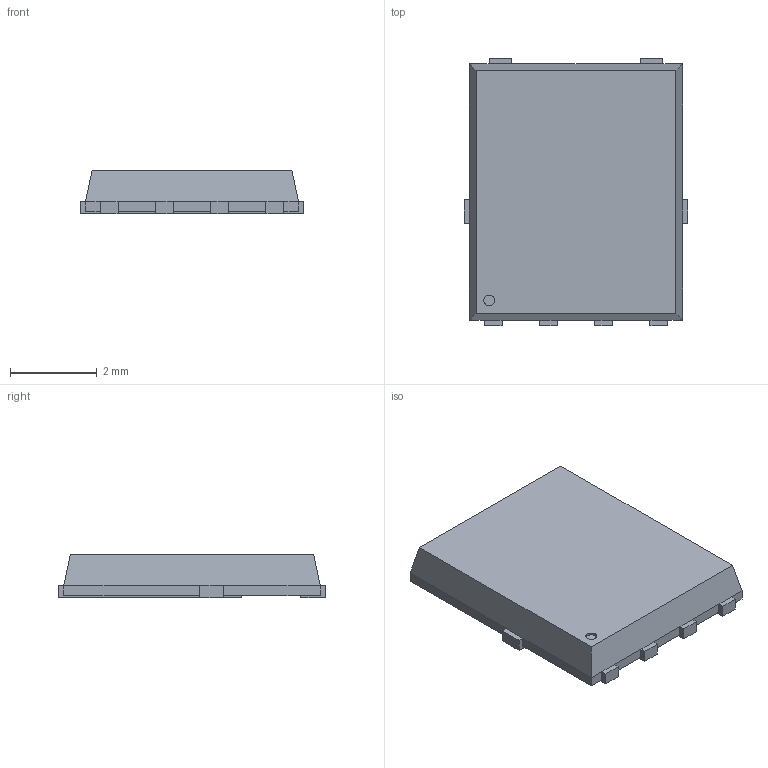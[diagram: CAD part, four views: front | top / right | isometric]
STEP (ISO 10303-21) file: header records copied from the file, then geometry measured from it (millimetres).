
FILE_DESCRIPTION(('HOOPS Exchange Step'),'2;1');
FILE_NAME('export-ED90BB61-0A44-4307-B9E2-F0C6D4F09ED5.stp','2023-04-02T23:26:29+17:00',('Daxxn'),('Alibre'),'HOOPS Exchange 2022.0','Alibre','Unknown authorisation');
FILE_SCHEMA( ('AP242_MANAGED_MODEL_BASED_3D_ENGINEERING_MIM_LF {1 0 10303 442 1 1 4 }') );
Length unit declared in the file: centimetre
Products named in the file (1): NTMFS5C430NL
Bounding box: 5.15 x 6.15 x 1 mm (x, y, z)
Volume: 27.2 mm3; surface area: 77.9 mm2
Topology: 1 solids, 1 shells, 68 faces, 177 edges, 112 vertices
Faces by surface type: plane 67, cylinder 1
Full cylindrical faces by diameter (mm): 0.25 x1
Entity records: 2081 total; most frequent: CARTESIAN_POINT 359, ORIENTED_EDGE 354, DIRECTION 321, EDGE_CURVE 177, VECTOR 173, LINE 173, VERTEX_POINT 112, AXIS2_PLACEMENT_3D 74
